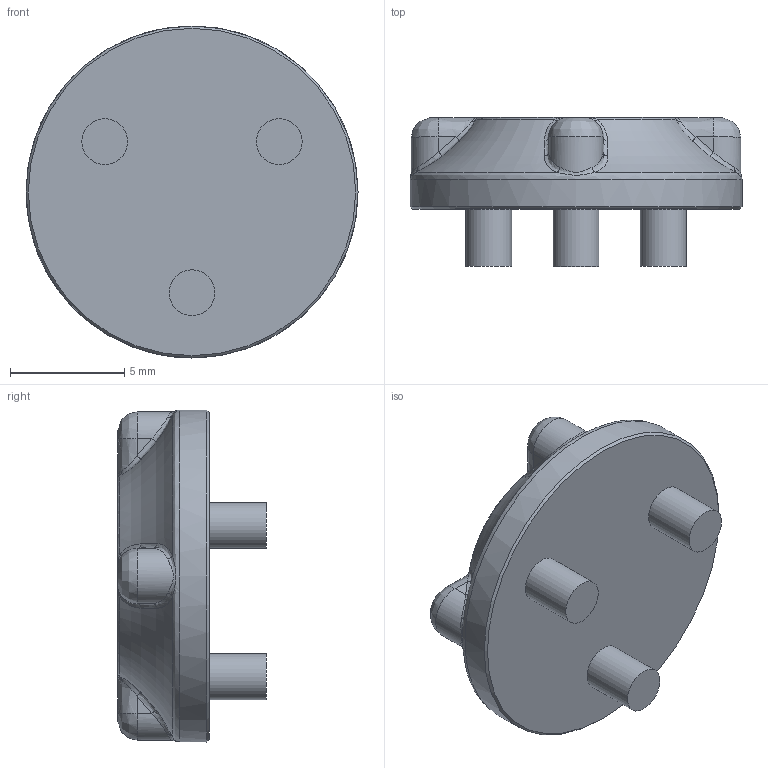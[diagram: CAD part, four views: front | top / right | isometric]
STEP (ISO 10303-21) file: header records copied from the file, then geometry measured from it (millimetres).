
FILE_DESCRIPTION(/* description */ (''),/* implementation_level */ '2;1');
FILE_NAME(/* name */ 'F4E-nodules-incadescent-bulb-cover v8.step',/* time_stamp */ '2024-07-08T18:14:01+02:00',/* author */ (''),/* organization */ (''),/* preprocessor_version */ 'ST-DEVELOPER v20',/* originating_system */ 'Autodesk Translation Framework v13.14.0.145',/* authorisation */ '');
FILE_SCHEMA (('AUTOMOTIVE_DESIGN { 1 0 10303 214 3 1 1 }'));
Length unit declared in the file: millimetre
Products named in the file (2): F4E-nodules-incadescent-bulb-cover; Component7
Assembly tree (1 placements, depth 2):
  F4E-nodules-incadescent-bulb-cover
    Component7
Bounding box: 14.5 x 6.5 x 14.5 mm (x, y, z)
Volume: 551.5 mm3; surface area: 501.1 mm2
Topology: 1 solids, 1 shells, 79 faces, 189 edges, 107 vertices
Faces by surface type: bspline 53, plane 13, cylinder 8, torus 4, cone 1
Full cylindrical faces by diameter (mm): 2 x3, 14.5 x1
Entity records: 6201 total; most frequent: CARTESIAN_POINT 4848, ORIENTED_EDGE 362, EDGE_CURVE 181, B_SPLINE_CURVE_WITH_KNOTS 160, VERTEX_POINT 107, DIRECTION 87, EDGE_LOOP 82, FACE_OUTER_BOUND 79
